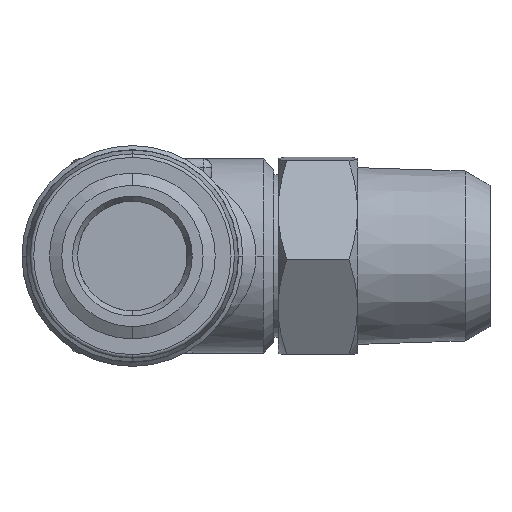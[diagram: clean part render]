
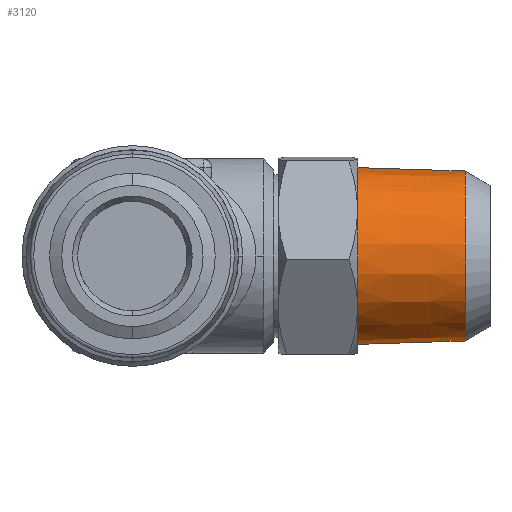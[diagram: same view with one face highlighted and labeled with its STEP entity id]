
A CAD part, left-side view. The second image highlights one B-rep face of the part: STEP entity #3120.
In plain terms, the highlighted conical face has half-angle 1.79 degrees and reference radius 4.815 mm.
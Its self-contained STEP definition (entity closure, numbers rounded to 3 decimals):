
#893 = EDGE_CURVE ( 'NONE', #1240, #1239, #1773, .T. ) ;
#895 = EDGE_CURVE ( 'NONE', #1241, #1243, #1780, .T. ) ;
#1239 = VERTEX_POINT ( 'NONE', #7663 ) ;
#1240 = VERTEX_POINT ( 'NONE', #7664 ) ;
#1241 = VERTEX_POINT ( 'NONE', #7665 ) ;
#1243 = VERTEX_POINT ( 'NONE', #7667 ) ;
#1331 = AXIS2_PLACEMENT_3D ( 'NONE', #7139, #7140, #7141 ) ;
#1332 = AXIS2_PLACEMENT_3D ( 'NONE', #7142, #7143, #7144 ) ;
#1378 = AXIS2_PLACEMENT_3D ( 'NONE', #6178, #6169, #6188 ) ;
#1773 = LINE ( 'NONE', #5818, #1779 ) ;
#1779 = VECTOR ( 'NONE', #5823, 1000. ) ;
#1780 = LINE ( 'NONE', #5824, #1782 ) ;
#1782 = VECTOR ( 'NONE', #5822, 1000. ) ;
#2241 = CIRCLE ( 'NONE', #1331, 5.005 ) ;
#2242 = CIRCLE ( 'NONE', #1332, 4.815 ) ;
#2360 = FACE_OUTER_BOUND ( 'NONE', #6655, .T. ) ;
#2375 = CONICAL_SURFACE ( 'NONE', #1378, 4.815, 0.031 ) ;
#2637 = EDGE_CURVE ( 'NONE', #1243, #1239, #2241, .T. ) ;
#2638 = EDGE_CURVE ( 'NONE', #1241, #1240, #2242, .T. ) ;
#3120 = ADVANCED_FACE ( 'NONE', ( #2360 ), #2375, .T. ) ;
#5818 = CARTESIAN_POINT ( 'NONE',  ( 178.286, 172.408, -4.812 ) ) ;
#5822 = DIRECTION ( 'NONE',  ( -0.001, 1., 0.031 ) ) ;
#5823 = DIRECTION ( 'NONE',  ( 0.001, 1., -0.031 ) ) ;
#5824 = CARTESIAN_POINT ( 'NONE',  ( 177.967, 172.408, 4.812 ) ) ;
#6169 = DIRECTION ( 'NONE',  ( 0., 1., 0. ) ) ;
#6178 = CARTESIAN_POINT ( 'NONE',  ( 178.126, 172.408, 0. ) ) ;
#6188 = DIRECTION ( 'NONE',  ( -0.033, 0., 0.999 ) ) ;
#6655 = EDGE_LOOP ( 'NONE', ( #6830, #6831, #6833, #6834 ) ) ;
#6830 = ORIENTED_EDGE ( 'NONE', *, *, #893, .F. ) ;
#6831 = ORIENTED_EDGE ( 'NONE', *, *, #2638, .F. ) ;
#6833 = ORIENTED_EDGE ( 'NONE', *, *, #895, .T. ) ;
#6834 = ORIENTED_EDGE ( 'NONE', *, *, #2637, .T. ) ;
#7139 = CARTESIAN_POINT ( 'NONE',  ( 178.126, 178.496, 0. ) ) ;
#7140 = DIRECTION ( 'NONE',  ( 0., -1., 0. ) ) ;
#7141 = DIRECTION ( 'NONE',  ( 0.033, 0., -0.999 ) ) ;
#7142 = CARTESIAN_POINT ( 'NONE',  ( 178.126, 172.408, 0. ) ) ;
#7143 = DIRECTION ( 'NONE',  ( 0., -1., 0. ) ) ;
#7144 = DIRECTION ( 'NONE',  ( 0.033, 0., -0.999 ) ) ;
#7663 = CARTESIAN_POINT ( 'NONE',  ( 178.292, 178.496, -5.003 ) ) ;
#7664 = CARTESIAN_POINT ( 'NONE',  ( 178.286, 172.408, -4.812 ) ) ;
#7665 = CARTESIAN_POINT ( 'NONE',  ( 177.967, 172.408, 4.812 ) ) ;
#7667 = CARTESIAN_POINT ( 'NONE',  ( 177.96, 178.496, 5.003 ) ) ;
